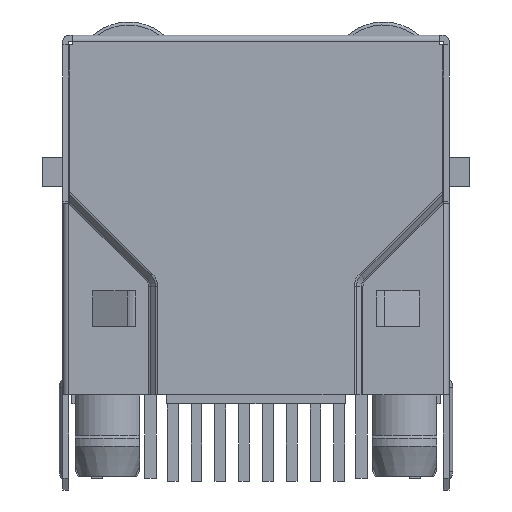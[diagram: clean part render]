
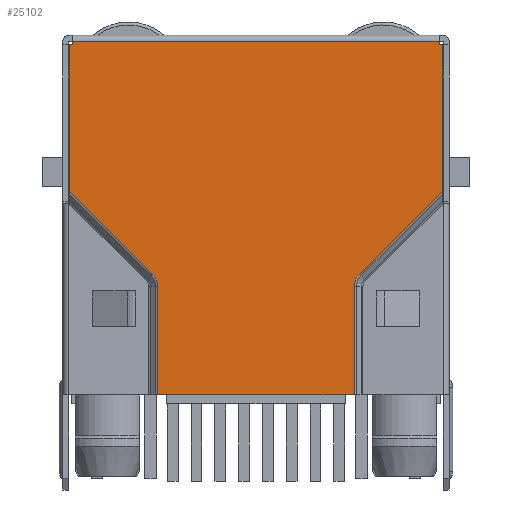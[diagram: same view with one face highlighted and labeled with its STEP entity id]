
A CAD part, front view. The second image highlights one B-rep face of the part: STEP entity #25102.
In plain terms, the highlighted planar face has unit normal (0, -1, 0).
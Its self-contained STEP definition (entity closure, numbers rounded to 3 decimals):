
#462=B_SPLINE_CURVE_WITH_KNOTS('',3,(#39051,#39052,#39053,#39054,#39055,
#39056,#39057,#39058,#39059,#39060,#39061,#39062,#39063,#39064,#39065,#39066,
#39067,#39068,#39069,#39070,#39071,#39072),.UNSPECIFIED.,.F.,.F.,(4,3,3,
3,3,3,3,4),(0.,0.165,0.333,0.5,0.635,
0.771,0.905,1.),.UNSPECIFIED.);
#463=B_SPLINE_CURVE_WITH_KNOTS('',3,(#39080,#39081,#39082,#39083,#39084,
#39085,#39086,#39087,#39088,#39089,#39090,#39091,#39092,#39093,#39094,#39095,
#39096,#39097,#39098,#39099,#39100,#39101),.UNSPECIFIED.,.F.,.F.,(4,3,3,
3,3,3,3,4),(0.,0.165,0.333,0.5,0.635,
0.771,0.905,1.),.UNSPECIFIED.);
#1197=FACE_OUTER_BOUND('',#2515,.T.);
#2515=EDGE_LOOP('',(#20371,#20372,#20373,#20374,#20375,#20376,#20377,#20378,
#20379,#20380,#20381,#20382,#20383,#20384));
#5120=LINE('',#39037,#8261);
#5121=LINE('',#39039,#8262);
#5122=LINE('',#39041,#8263);
#5123=LINE('',#39043,#8264);
#5124=LINE('',#39045,#8265);
#5125=LINE('',#39047,#8266);
#5126=LINE('',#39049,#8267);
#5127=LINE('',#39074,#8268);
#5128=LINE('',#39076,#8269);
#5129=LINE('',#39078,#8270);
#5130=LINE('',#39103,#8271);
#5131=LINE('',#39104,#8272);
#8261=VECTOR('',#31332,1000.);
#8262=VECTOR('',#31333,1000.);
#8263=VECTOR('',#31334,1000.);
#8264=VECTOR('',#31335,1000.);
#8265=VECTOR('',#31336,1000.);
#8266=VECTOR('',#31337,1000.);
#8267=VECTOR('',#31338,1000.);
#8268=VECTOR('',#31339,1000.);
#8269=VECTOR('',#31340,1000.);
#8270=VECTOR('',#31341,1000.);
#8271=VECTOR('',#31342,1000.);
#8272=VECTOR('',#31343,1000.);
#11350=VERTEX_POINT('',#39035);
#11351=VERTEX_POINT('',#39036);
#11352=VERTEX_POINT('',#39038);
#11353=VERTEX_POINT('',#39040);
#11354=VERTEX_POINT('',#39042);
#11355=VERTEX_POINT('',#39044);
#11356=VERTEX_POINT('',#39046);
#11357=VERTEX_POINT('',#39048);
#11358=VERTEX_POINT('',#39050);
#11359=VERTEX_POINT('',#39073);
#11360=VERTEX_POINT('',#39075);
#11361=VERTEX_POINT('',#39077);
#11362=VERTEX_POINT('',#39079);
#11363=VERTEX_POINT('',#39102);
#14508=EDGE_CURVE('',#11350,#11351,#5120,.T.);
#14509=EDGE_CURVE('',#11351,#11352,#5121,.T.);
#14510=EDGE_CURVE('',#11352,#11353,#5122,.T.);
#14511=EDGE_CURVE('',#11353,#11354,#5123,.T.);
#14512=EDGE_CURVE('',#11354,#11355,#5124,.T.);
#14513=EDGE_CURVE('',#11355,#11356,#5125,.T.);
#14514=EDGE_CURVE('',#11356,#11357,#5126,.T.);
#14515=EDGE_CURVE('',#11357,#11358,#462,.T.);
#14516=EDGE_CURVE('',#11358,#11359,#5127,.T.);
#14517=EDGE_CURVE('',#11359,#11360,#5128,.T.);
#14518=EDGE_CURVE('',#11360,#11361,#5129,.T.);
#14519=EDGE_CURVE('',#11361,#11362,#463,.T.);
#14520=EDGE_CURVE('',#11362,#11363,#5130,.T.);
#14521=EDGE_CURVE('',#11363,#11350,#5131,.T.);
#20371=ORIENTED_EDGE('',*,*,#14508,.T.);
#20372=ORIENTED_EDGE('',*,*,#14509,.T.);
#20373=ORIENTED_EDGE('',*,*,#14510,.T.);
#20374=ORIENTED_EDGE('',*,*,#14511,.T.);
#20375=ORIENTED_EDGE('',*,*,#14512,.T.);
#20376=ORIENTED_EDGE('',*,*,#14513,.T.);
#20377=ORIENTED_EDGE('',*,*,#14514,.T.);
#20378=ORIENTED_EDGE('',*,*,#14515,.T.);
#20379=ORIENTED_EDGE('',*,*,#14516,.T.);
#20380=ORIENTED_EDGE('',*,*,#14517,.T.);
#20381=ORIENTED_EDGE('',*,*,#14518,.T.);
#20382=ORIENTED_EDGE('',*,*,#14519,.T.);
#20383=ORIENTED_EDGE('',*,*,#14520,.T.);
#20384=ORIENTED_EDGE('',*,*,#14521,.T.);
#24025=PLANE('',#26604);
#25102=ADVANCED_FACE('',(#1197),#24025,.T.);
#26604=AXIS2_PLACEMENT_3D('',#39034,#31330,#31331);
#31330=DIRECTION('center_axis',(0.,-1.,0.));
#31331=DIRECTION('ref_axis',(0.,0.,-1.));
#31332=DIRECTION('',(-1.,0.,0.));
#31333=DIRECTION('',(0.,0.,1.));
#31334=DIRECTION('',(-1.,0.,0.));
#31335=DIRECTION('',(0.,0.,-1.));
#31336=DIRECTION('',(-1.,0.,0.));
#31337=DIRECTION('',(0.,0.,-1.));
#31338=DIRECTION('',(0.71,0.,-0.704));
#31339=DIRECTION('',(0.,0.,-1.));
#31340=DIRECTION('',(1.,0.,0.));
#31341=DIRECTION('',(0.,0.,1.));
#31342=DIRECTION('',(0.71,0.,0.704));
#31343=DIRECTION('',(0.,0.,1.));
#39034=CARTESIAN_POINT('Origin',(6.294,-8.014,2.784));
#39035=CARTESIAN_POINT('',(6.423,-8.014,2.629));
#39036=CARTESIAN_POINT('',(6.294,-8.014,2.629));
#39037=CARTESIAN_POINT('',(6.294,-8.014,2.629));
#39038=CARTESIAN_POINT('',(6.294,-8.014,2.784));
#39039=CARTESIAN_POINT('',(6.294,-8.014,2.784));
#39040=CARTESIAN_POINT('',(-9.399,-8.014,2.784));
#39041=CARTESIAN_POINT('',(6.294,-8.014,2.784));
#39042=CARTESIAN_POINT('',(-9.399,-8.014,2.629));
#39043=CARTESIAN_POINT('',(-9.399,-8.014,2.784));
#39044=CARTESIAN_POINT('',(-9.528,-8.014,2.629));
#39045=CARTESIAN_POINT('',(6.294,-8.014,2.629));
#39046=CARTESIAN_POINT('',(-9.528,-8.014,-3.643));
#39047=CARTESIAN_POINT('',(-9.528,-8.014,2.784));
#39048=CARTESIAN_POINT('',(-5.969,-8.014,-7.171));
#39049=CARTESIAN_POINT('',(-9.528,-8.014,-3.643));
#39050=CARTESIAN_POINT('',(-5.743,-8.014,-7.712));
#39051=CARTESIAN_POINT('Ctrl Pts',(-5.969,-8.014,
-7.171));
#39052=CARTESIAN_POINT('Ctrl Pts',(-5.945,-8.014,
-7.195));
#39053=CARTESIAN_POINT('Ctrl Pts',(-5.923,-8.014,-7.22));
#39054=CARTESIAN_POINT('Ctrl Pts',(-5.903,-8.014,-7.246));
#39055=CARTESIAN_POINT('Ctrl Pts',(-5.882,-8.014,
-7.272));
#39056=CARTESIAN_POINT('Ctrl Pts',(-5.864,-8.014,
-7.3));
#39057=CARTESIAN_POINT('Ctrl Pts',(-5.847,-8.014,
-7.329));
#39058=CARTESIAN_POINT('Ctrl Pts',(-5.83,-8.014,
-7.358));
#39059=CARTESIAN_POINT('Ctrl Pts',(-5.815,-8.014,
-7.388));
#39060=CARTESIAN_POINT('Ctrl Pts',(-5.802,-8.014,
-7.419));
#39061=CARTESIAN_POINT('Ctrl Pts',(-5.792,-8.014,
-7.445));
#39062=CARTESIAN_POINT('Ctrl Pts',(-5.782,-8.014,-7.47));
#39063=CARTESIAN_POINT('Ctrl Pts',(-5.775,-8.014,
-7.496));
#39064=CARTESIAN_POINT('Ctrl Pts',(-5.767,-8.014,
-7.522));
#39065=CARTESIAN_POINT('Ctrl Pts',(-5.761,-8.014,
-7.548));
#39066=CARTESIAN_POINT('Ctrl Pts',(-5.756,-8.014,-7.575));
#39067=CARTESIAN_POINT('Ctrl Pts',(-5.751,-8.014,
-7.601));
#39068=CARTESIAN_POINT('Ctrl Pts',(-5.748,-8.014,-7.628));
#39069=CARTESIAN_POINT('Ctrl Pts',(-5.746,-8.014,
-7.655));
#39070=CARTESIAN_POINT('Ctrl Pts',(-5.744,-8.014,
-7.674));
#39071=CARTESIAN_POINT('Ctrl Pts',(-5.743,-8.014,
-7.693));
#39072=CARTESIAN_POINT('Ctrl Pts',(-5.743,-8.014,
-7.712));
#39073=CARTESIAN_POINT('',(-5.743,-8.014,-12.329));
#39074=CARTESIAN_POINT('',(-5.743,-8.014,2.784));
#39075=CARTESIAN_POINT('',(2.639,-8.014,-12.329));
#39076=CARTESIAN_POINT('',(6.294,-8.014,-12.329));
#39077=CARTESIAN_POINT('',(2.639,-8.014,-7.712));
#39078=CARTESIAN_POINT('',(2.639,-8.014,2.784));
#39079=CARTESIAN_POINT('',(2.864,-8.014,-7.171));
#39080=CARTESIAN_POINT('Ctrl Pts',(2.639,-8.014,-7.712));
#39081=CARTESIAN_POINT('Ctrl Pts',(2.639,-8.014,-7.679));
#39082=CARTESIAN_POINT('Ctrl Pts',(2.641,-8.014,-7.646));
#39083=CARTESIAN_POINT('Ctrl Pts',(2.645,-8.014,-7.613));
#39084=CARTESIAN_POINT('Ctrl Pts',(2.65,-8.014,-7.58));
#39085=CARTESIAN_POINT('Ctrl Pts',(2.656,-8.014,-7.547));
#39086=CARTESIAN_POINT('Ctrl Pts',(2.665,-8.014,-7.514));
#39087=CARTESIAN_POINT('Ctrl Pts',(2.674,-8.014,-7.482));
#39088=CARTESIAN_POINT('Ctrl Pts',(2.684,-8.014,-7.45));
#39089=CARTESIAN_POINT('Ctrl Pts',(2.697,-8.014,-7.419));
#39090=CARTESIAN_POINT('Ctrl Pts',(2.708,-8.014,-7.394));
#39091=CARTESIAN_POINT('Ctrl Pts',(2.72,-8.014,-7.37));
#39092=CARTESIAN_POINT('Ctrl Pts',(2.733,-8.014,-7.346));
#39093=CARTESIAN_POINT('Ctrl Pts',(2.746,-8.014,-7.322));
#39094=CARTESIAN_POINT('Ctrl Pts',(2.76,-8.014,-7.299));
#39095=CARTESIAN_POINT('Ctrl Pts',(2.775,-8.014,-7.277));
#39096=CARTESIAN_POINT('Ctrl Pts',(2.791,-8.014,-7.255));
#39097=CARTESIAN_POINT('Ctrl Pts',(2.807,-8.014,-7.234));
#39098=CARTESIAN_POINT('Ctrl Pts',(2.825,-8.014,-7.214));
#39099=CARTESIAN_POINT('Ctrl Pts',(2.837,-8.014,-7.199));
#39100=CARTESIAN_POINT('Ctrl Pts',(2.85,-8.014,-7.185));
#39101=CARTESIAN_POINT('Ctrl Pts',(2.864,-8.014,-7.171));
#39102=CARTESIAN_POINT('',(6.423,-8.014,-3.643));
#39103=CARTESIAN_POINT('',(2.864,-8.014,-7.171));
#39104=CARTESIAN_POINT('',(6.423,-8.014,2.784));
